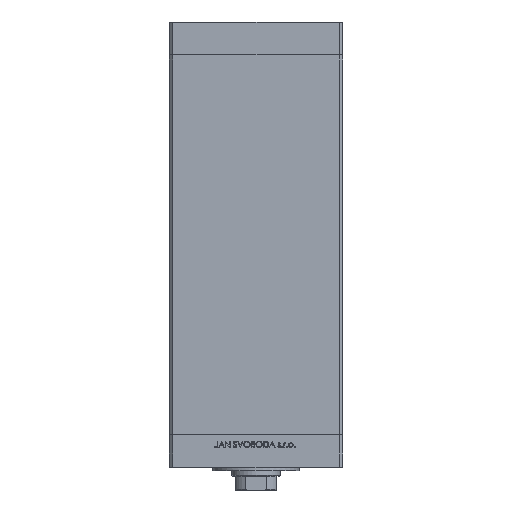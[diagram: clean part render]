
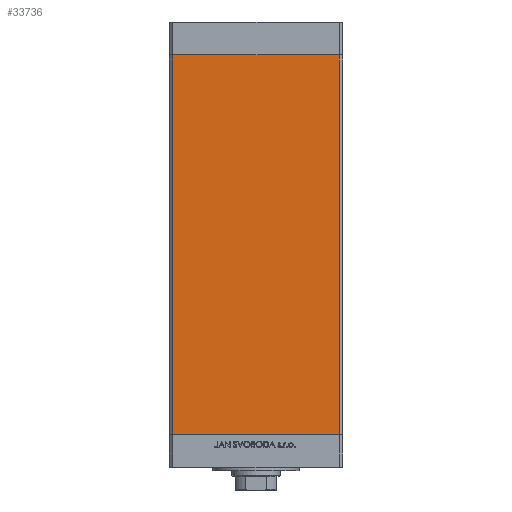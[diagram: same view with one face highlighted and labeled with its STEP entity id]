
A CAD part, front view. The second image highlights one B-rep face of the part: STEP entity #33736.
In plain terms, the highlighted planar face has unit normal (0, -1, 0).
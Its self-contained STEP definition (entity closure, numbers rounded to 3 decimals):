
#35 = LINE ( 'NONE', #15349, #11197 ) ;
#4431 = VECTOR ( 'NONE', #8802, 1000. ) ;
#4551 = LINE ( 'NONE', #35664, #4431 ) ;
#4929 = ORIENTED_EDGE ( 'NONE', *, *, #8152, .F. ) ;
#5153 = DIRECTION ( 'NONE',  ( 0., 1., 0. ) ) ;
#6166 = DIRECTION ( 'NONE',  ( 0., 0., 1. ) ) ;
#8152 = EDGE_CURVE ( 'NONE', #43115, #23265, #4551, .T. ) ;
#8802 = DIRECTION ( 'NONE',  ( 1., 0., 0. ) ) ;
#9026 = LINE ( 'NONE', #43915, #12768 ) ;
#9531 = DIRECTION ( 'NONE',  ( 1., 0., 0. ) ) ;
#10151 = VERTEX_POINT ( 'NONE', #11362 ) ;
#11197 = VECTOR ( 'NONE', #30661, 1000. ) ;
#11362 = CARTESIAN_POINT ( 'NONE',  ( -48., -43.5, 0. ) ) ;
#12768 = VECTOR ( 'NONE', #9531, 1000. ) ;
#13254 = VERTEX_POINT ( 'NONE', #27292 ) ;
#14946 = AXIS2_PLACEMENT_3D ( 'NONE', #20464, #5153, #6166 ) ;
#15349 = CARTESIAN_POINT ( 'NONE',  ( -48., -43.5, 218.5 ) ) ;
#15453 = ORIENTED_EDGE ( 'NONE', *, *, #44648, .T. ) ;
#16792 = ORIENTED_EDGE ( 'NONE', *, *, #18771, .T. ) ;
#17860 = EDGE_CURVE ( 'NONE', #23265, #13254, #36329, .T. ) ;
#18771 = EDGE_CURVE ( 'NONE', #43115, #10151, #35, .T. ) ;
#20307 = EDGE_LOOP ( 'NONE', ( #15453, #42744, #4929, #16792 ) ) ;
#20464 = CARTESIAN_POINT ( 'NONE',  ( -48., -43.5, 218.5 ) ) ;
#23265 = VERTEX_POINT ( 'NONE', #37567 ) ;
#25033 = CARTESIAN_POINT ( 'NONE',  ( 48., -43.5, 218.5 ) ) ;
#27292 = CARTESIAN_POINT ( 'NONE',  ( 48., -43.5, 0. ) ) ;
#30661 = DIRECTION ( 'NONE',  ( 0., 0., -1. ) ) ;
#33736 = ADVANCED_FACE ( 'NONE', ( #36287 ), #40552, .F. ) ;
#35664 = CARTESIAN_POINT ( 'NONE',  ( -48., -43.5, 218.5 ) ) ;
#35829 = DIRECTION ( 'NONE',  ( 0., 0., -1. ) ) ;
#36287 = FACE_OUTER_BOUND ( 'NONE', #20307, .T. ) ;
#36329 = LINE ( 'NONE', #25033, #44850 ) ;
#37567 = CARTESIAN_POINT ( 'NONE',  ( 48., -43.5, 218.5 ) ) ;
#40552 = PLANE ( 'NONE',  #14946 ) ;
#42744 = ORIENTED_EDGE ( 'NONE', *, *, #17860, .F. ) ;
#43115 = VERTEX_POINT ( 'NONE', #45035 ) ;
#43915 = CARTESIAN_POINT ( 'NONE',  ( -48., -43.5, 0. ) ) ;
#44648 = EDGE_CURVE ( 'NONE', #10151, #13254, #9026, .T. ) ;
#44850 = VECTOR ( 'NONE', #35829, 1000. ) ;
#45035 = CARTESIAN_POINT ( 'NONE',  ( -48., -43.5, 218.5 ) ) ;
